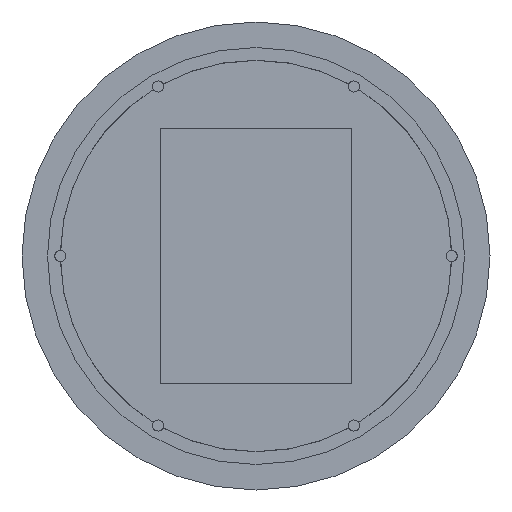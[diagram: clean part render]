
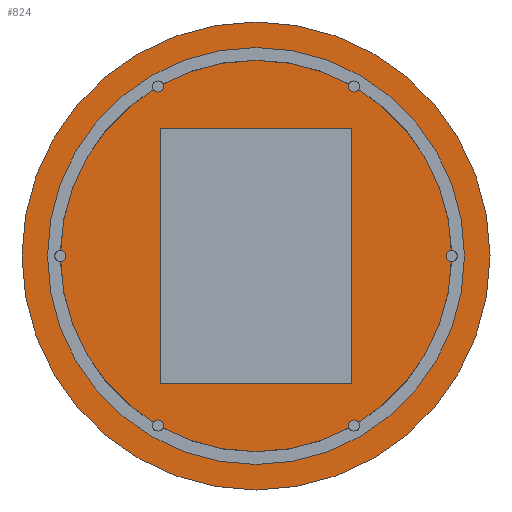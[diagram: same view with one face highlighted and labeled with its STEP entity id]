
A CAD part, left-side view. The second image highlights one B-rep face of the part: STEP entity #824.
In plain terms, the highlighted planar face has unit normal (-1, 0, 0).
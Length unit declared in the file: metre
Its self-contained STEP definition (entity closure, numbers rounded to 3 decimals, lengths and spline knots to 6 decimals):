
#744 = EDGE_CURVE('',#745,#745,#747,.T.);
#745 = VERTEX_POINT('',#746);
#746 = CARTESIAN_POINT('',(0.,0.,110.));
#747 = SURFACE_CURVE('',#748,(#753,#765),.PCURVE_S1.);
#748 = CIRCLE('',#749,110.);
#749 = AXIS2_PLACEMENT_3D('',#750,#751,#752);
#750 = CARTESIAN_POINT('',(0.,0.,0.));
#751 = DIRECTION('',(1.,0.,0.));
#752 = DIRECTION('',(-0.,0.,1.));
#753 = PCURVE('',#754,#759);
#754 = CONICAL_SURFACE('',#755,110.,1.288);
#755 = AXIS2_PLACEMENT_3D('',#756,#757,#758);
#756 = CARTESIAN_POINT('',(0.,0.,0.));
#757 = DIRECTION('',(-1.,-0.,-0.));
#758 = DIRECTION('',(-0.,0.,1.));
#759 = DEFINITIONAL_REPRESENTATION('',(#760),#764);
#760 = LINE('',#761,#762);
#761 = CARTESIAN_POINT('',(-0.,-0.));
#762 = VECTOR('',#763,1.);
#763 = DIRECTION('',(-1.,-0.));
#764 = ( GEOMETRIC_REPRESENTATION_CONTEXT(2) 
PARAMETRIC_REPRESENTATION_CONTEXT() REPRESENTATION_CONTEXT('2D SPACE',''
  ) );
#765 = PCURVE('',#766,#771);
#766 = PLANE('',#767);
#767 = AXIS2_PLACEMENT_3D('',#768,#769,#770);
#768 = CARTESIAN_POINT('',(0.,0.,0.));
#769 = DIRECTION('',(1.,0.,0.));
#770 = DIRECTION('',(-0.,0.,1.));
#771 = DEFINITIONAL_REPRESENTATION('',(#772),#776);
#772 = CIRCLE('',#773,110.);
#773 = AXIS2_PLACEMENT_2D('',#774,#775);
#774 = CARTESIAN_POINT('',(0.,0.));
#775 = DIRECTION('',(1.,0.));
#776 = ( GEOMETRIC_REPRESENTATION_CONTEXT(2) 
PARAMETRIC_REPRESENTATION_CONTEXT() REPRESENTATION_CONTEXT('2D SPACE',''
  ) );
#824 = ADVANCED_FACE('',(#825),#766,.F.);
#825 = FACE_BOUND('',#826,.F.);
#826 = EDGE_LOOP('',(#827));
#827 = ORIENTED_EDGE('',*,*,#744,.T.);
